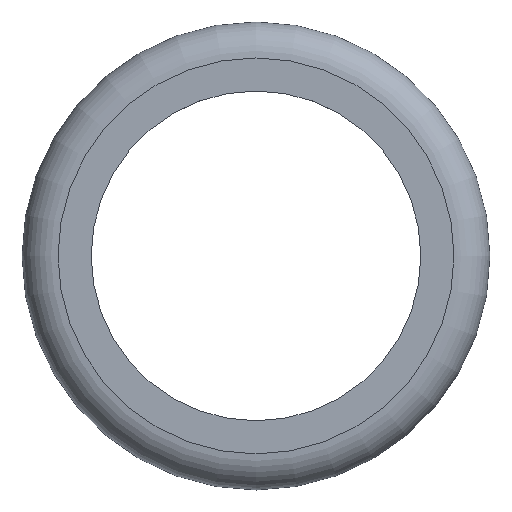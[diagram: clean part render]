
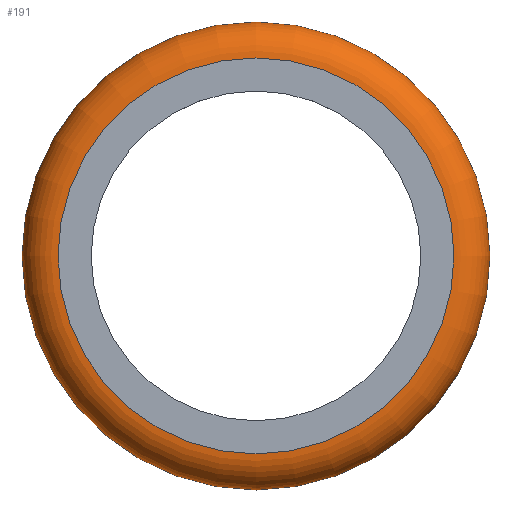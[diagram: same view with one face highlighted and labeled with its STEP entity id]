
A CAD part, top view. The second image highlights one B-rep face of the part: STEP entity #191.
In plain terms, the highlighted toroidal (fillet/blend) face has major radius 27.5 mm and minor radius 5 mm.
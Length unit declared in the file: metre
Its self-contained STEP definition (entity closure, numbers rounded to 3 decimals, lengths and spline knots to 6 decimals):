
#12=TOROIDAL_SURFACE('',#226,0.0275,0.005);
#72=ORIENTED_EDGE('',*,*,#100,.T.);
#73=ORIENTED_EDGE('',*,*,#99,.T.);
#99=EDGE_CURVE('',#115,#115,#125,.T.);
#100=EDGE_CURVE('',#116,#116,#126,.T.);
#115=VERTEX_POINT('',#798);
#116=VERTEX_POINT('',#801);
#125=CIRCLE('',#223,0.0275);
#126=CIRCLE('',#225,0.0325);
#146=EDGE_LOOP('',(#72));
#147=EDGE_LOOP('',(#73));
#169=FACE_BOUND('',#146,.T.);
#170=FACE_BOUND('',#147,.T.);
#191=ADVANCED_FACE('',(#169,#170),#12,.T.);
#223=AXIS2_PLACEMENT_3D('',#797,#271,#272);
#225=AXIS2_PLACEMENT_3D('',#800,#275,#276);
#226=AXIS2_PLACEMENT_3D('',#802,#277,#278);
#271=DIRECTION('',(0.,0.,-1.));
#272=DIRECTION('',(1.,0.,0.));
#275=DIRECTION('',(0.,0.,1.));
#276=DIRECTION('',(1.,0.,0.));
#277=DIRECTION('',(0.,0.,1.));
#278=DIRECTION('',(1.,0.,0.));
#797=CARTESIAN_POINT('',(0.,0.,0.006));
#798=CARTESIAN_POINT('',(0.0275,0.,0.006));
#800=CARTESIAN_POINT('',(0.,0.,0.001));
#801=CARTESIAN_POINT('',(0.0325,0.,0.001));
#802=CARTESIAN_POINT('',(0.,0.,0.001));
